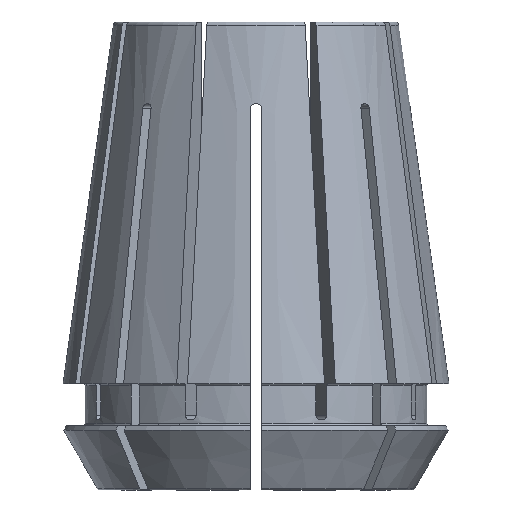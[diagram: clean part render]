
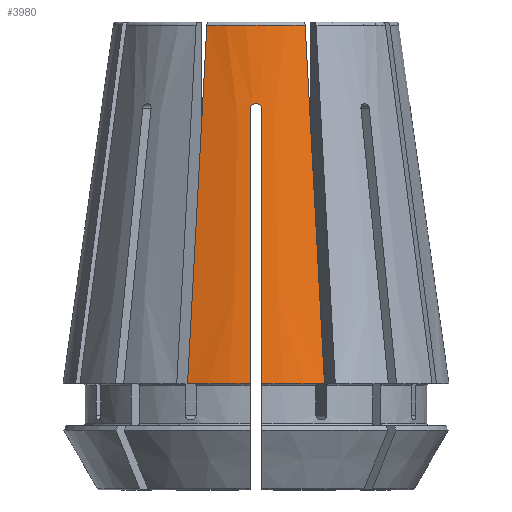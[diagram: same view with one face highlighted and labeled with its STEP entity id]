
A CAD part, front view. The second image highlights one B-rep face of the part: STEP entity #3980.
In plain terms, the highlighted conical face has half-angle 8 degrees and reference radius 16.5 mm.
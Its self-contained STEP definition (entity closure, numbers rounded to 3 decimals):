
#55=CONICAL_SURFACE('',#4385,16.5,0.14);
#641=CIRCLE('',#4012,12.194);
#646=CIRCLE('',#4020,16.5);
#784=CIRCLE('',#4242,16.5);
#804=CIRCLE('',#4281,13.141);
#835=VERTEX_POINT('',#5314);
#837=VERTEX_POINT('',#5321);
#846=VERTEX_POINT('',#5355);
#847=VERTEX_POINT('',#5357);
#1108=VERTEX_POINT('',#6293);
#1109=VERTEX_POINT('',#6295);
#1169=VERTEX_POINT('',#6533);
#1170=VERTEX_POINT('',#6535);
#1173=VERTEX_POINT('',#6542);
#1213=VERTEX_POINT('',#6717);
#1373=B_SPLINE_CURVE_WITH_KNOTS('',3,(#6543,#6544,#6545,#6546,#6547,#6548,
#6549),.UNSPECIFIED.,.F.,.U.,(4,3,4),(0.021,0.024,
0.045),.UNSPECIFIED.);
#1385=B_SPLINE_CURVE_WITH_KNOTS('',3,(#6705,#6706,#6707,#6708,#6709,#6710,
#6711),.UNSPECIFIED.,.F.,.U.,(4,3,4),(0.,0.021,
0.031),.UNSPECIFIED.);
#1386=B_SPLINE_CURVE_WITH_KNOTS('',3,(#6713,#6714,#6715,#6716),
 .UNSPECIFIED.,.F.,.U.,(4,4),(0.,0.001),
 .UNSPECIFIED.);
#1422=B_SPLINE_CURVE_WITH_KNOTS('',3,(#6917,#6918,#6919,#6920),
 .UNSPECIFIED.,.F.,.U.,(4,4),(0.,0.001),
 .UNSPECIFIED.);
#1453=B_SPLINE_CURVE_WITH_KNOTS('',3,(#7156,#7157,#7158,#7159,#7160,#7161,
#7162),.UNSPECIFIED.,.F.,.U.,(4,3,4),(0.,0.021,
0.031),.UNSPECIFIED.);
#1454=B_SPLINE_CURVE_WITH_KNOTS('',3,(#7163,#7164,#7165,#7166,#7167,#7168,
#7169),.UNSPECIFIED.,.F.,.U.,(4,3,4),(0.021,0.024,
0.045),.UNSPECIFIED.);
#1469=EDGE_CURVE('',#837,#835,#641,.T.);
#1479=EDGE_CURVE('',#847,#846,#646,.T.);
#1803=EDGE_CURVE('',#1109,#1108,#784,.T.);
#1886=EDGE_CURVE('',#1169,#1170,#804,.T.);
#1890=EDGE_CURVE('',#1173,#1108,#1373,.T.);
#1951=EDGE_CURVE('',#835,#846,#1385,.T.);
#1952=EDGE_CURVE('',#1169,#1213,#1386,.T.);
#2002=EDGE_CURVE('',#1173,#1170,#1422,.T.);
#2069=EDGE_CURVE('',#837,#1109,#1453,.T.);
#2070=EDGE_CURVE('',#1213,#847,#1454,.T.);
#3043=ORIENTED_EDGE('',*,*,#1951,.F.);
#3044=ORIENTED_EDGE('',*,*,#1469,.F.);
#3045=ORIENTED_EDGE('',*,*,#2069,.T.);
#3046=ORIENTED_EDGE('',*,*,#1803,.T.);
#3047=ORIENTED_EDGE('',*,*,#1890,.F.);
#3048=ORIENTED_EDGE('',*,*,#2002,.T.);
#3049=ORIENTED_EDGE('',*,*,#1886,.F.);
#3050=ORIENTED_EDGE('',*,*,#1952,.T.);
#3051=ORIENTED_EDGE('',*,*,#2070,.T.);
#3052=ORIENTED_EDGE('',*,*,#1479,.T.);
#3556=EDGE_LOOP('',(#3043,#3044,#3045,#3046,#3047,#3048,#3049,#3050,#3051,
#3052));
#3768=FACE_BOUND('',#3556,.T.);
#3980=ADVANCED_FACE('',(#3768),#55,.T.);
#4012=AXIS2_PLACEMENT_3D('',#5322,#4419,#4420);
#4020=AXIS2_PLACEMENT_3D('',#5356,#4433,#4434);
#4242=AXIS2_PLACEMENT_3D('',#6294,#4911,#4912);
#4281=AXIS2_PLACEMENT_3D('',#6534,#5012,#5013);
#4385=AXIS2_PLACEMENT_3D('',#7155,#5245,#5246);
#4419=DIRECTION('',(0.,0.,1.));
#4420=DIRECTION('',(12.194,0.,0.));
#4433=DIRECTION('',(0.,0.,1.));
#4434=DIRECTION('',(16.5,0.,0.));
#4911=DIRECTION('',(0.,0.,1.));
#4912=DIRECTION('',(16.5,0.,0.));
#5012=DIRECTION('',(0.,0.,-1.));
#5013=DIRECTION('',(-13.141,0.,0.));
#5245=DIRECTION('',(0.,0.,-1.));
#5246=DIRECTION('',(-16.5,0.,0.));
#5314=CARTESIAN_POINT('',(4.2,-11.447,39.942));
#5321=CARTESIAN_POINT('',(-4.2,-11.447,39.942));
#5322=CARTESIAN_POINT('',(0.,0.,39.942));
#5355=CARTESIAN_POINT('',(5.849,-15.428,9.3));
#5356=CARTESIAN_POINT('',(0.,0.,9.3));
#5357=CARTESIAN_POINT('',(0.5,-16.492,9.3));
#6293=CARTESIAN_POINT('',(-0.5,-16.492,9.3));
#6294=CARTESIAN_POINT('',(0.,0.,9.3));
#6295=CARTESIAN_POINT('',(-5.849,-15.428,9.3));
#6533=CARTESIAN_POINT('',(0.1,-13.141,33.2));
#6534=CARTESIAN_POINT('',(0.,0.,33.2));
#6535=CARTESIAN_POINT('',(-0.1,-13.141,33.2));
#6542=CARTESIAN_POINT('',(-0.5,-13.188,32.8));
#6543=CARTESIAN_POINT('',(-0.5,-13.188,32.8));
#6544=CARTESIAN_POINT('',(-0.5,-13.302,31.992));
#6545=CARTESIAN_POINT('',(-0.5,-13.415,31.183));
#6546=CARTESIAN_POINT('',(-0.5,-13.529,30.375));
#6547=CARTESIAN_POINT('',(-0.5,-14.517,23.35));
#6548=CARTESIAN_POINT('',(-0.5,-15.505,16.325));
#6549=CARTESIAN_POINT('',(-0.5,-16.492,9.3));
#6705=CARTESIAN_POINT('',(4.2,-11.447,39.942));
#6706=CARTESIAN_POINT('',(4.581,-12.366,32.875));
#6707=CARTESIAN_POINT('',(4.961,-13.284,25.809));
#6708=CARTESIAN_POINT('',(5.341,-14.202,18.743));
#6709=CARTESIAN_POINT('',(5.511,-14.611,15.595));
#6710=CARTESIAN_POINT('',(5.68,-15.019,12.448));
#6711=CARTESIAN_POINT('',(5.849,-15.428,9.3));
#6713=CARTESIAN_POINT('',(0.1,-13.141,33.2));
#6714=CARTESIAN_POINT('',(0.312,-13.139,33.2));
#6715=CARTESIAN_POINT('',(0.5,-13.158,33.01));
#6716=CARTESIAN_POINT('',(0.5,-13.188,32.8));
#6717=CARTESIAN_POINT('',(0.5,-13.188,32.8));
#6917=CARTESIAN_POINT('',(-0.5,-13.188,32.8));
#6918=CARTESIAN_POINT('',(-0.5,-13.158,33.01));
#6919=CARTESIAN_POINT('',(-0.312,-13.139,33.2));
#6920=CARTESIAN_POINT('',(-0.1,-13.141,33.2));
#7155=CARTESIAN_POINT('',(0.,0.,9.3));
#7156=CARTESIAN_POINT('',(-4.2,-11.447,39.942));
#7157=CARTESIAN_POINT('',(-4.581,-12.366,32.875));
#7158=CARTESIAN_POINT('',(-4.961,-13.284,25.809));
#7159=CARTESIAN_POINT('',(-5.341,-14.202,18.743));
#7160=CARTESIAN_POINT('',(-5.511,-14.611,15.595));
#7161=CARTESIAN_POINT('',(-5.68,-15.019,12.448));
#7162=CARTESIAN_POINT('',(-5.849,-15.428,9.3));
#7163=CARTESIAN_POINT('',(0.5,-13.188,32.8));
#7164=CARTESIAN_POINT('',(0.5,-13.302,31.992));
#7165=CARTESIAN_POINT('',(0.5,-13.415,31.183));
#7166=CARTESIAN_POINT('',(0.5,-13.529,30.375));
#7167=CARTESIAN_POINT('',(0.5,-14.517,23.35));
#7168=CARTESIAN_POINT('',(0.5,-15.505,16.325));
#7169=CARTESIAN_POINT('',(0.5,-16.492,9.3));
